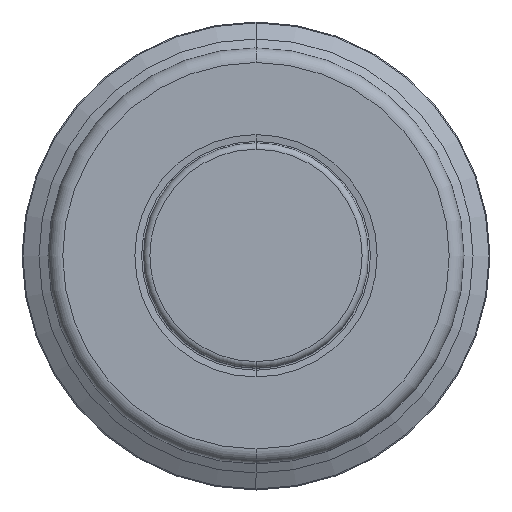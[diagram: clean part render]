
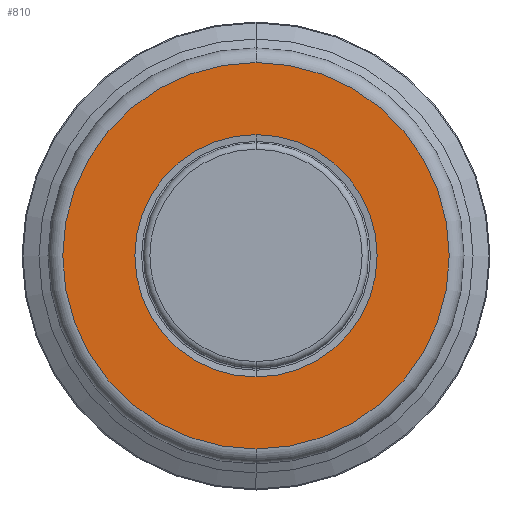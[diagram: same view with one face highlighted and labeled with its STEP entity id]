
A CAD part, top view. The second image highlights one B-rep face of the part: STEP entity #810.
In plain terms, the highlighted face is planar.
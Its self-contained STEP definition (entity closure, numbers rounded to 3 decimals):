
#295=CARTESIAN_POINT('',(0.,0.,0.));
#296=DIRECTION('',(0.,0.,1.));
#297=DIRECTION('',(0.,-1.,0.));
#298=AXIS2_PLACEMENT_3D('',#295,#296,#297);
#303=CARTESIAN_POINT('',(0.,0.,0.));
#304=DIRECTION('',(0.,0.,1.));
#305=DIRECTION('',(0.,1.,0.));
#306=AXIS2_PLACEMENT_3D('',#303,#304,#305);
#327=CARTESIAN_POINT('',(0.,0.,0.));
#328=DIRECTION('',(0.,0.,1.));
#329=DIRECTION('',(0.,1.,0.));
#330=AXIS2_PLACEMENT_3D('',#327,#328,#329);
#335=CARTESIAN_POINT('',(0.,0.,0.));
#336=DIRECTION('',(0.,0.,1.));
#337=DIRECTION('',(0.,-1.,0.));
#338=AXIS2_PLACEMENT_3D('',#335,#336,#337);
#485=CARTESIAN_POINT('',(0.,24.765,0.));
#486=VERTEX_POINT('',#485);
#488=CARTESIAN_POINT('',(0.,39.5,0.));
#490=VERTEX_POINT('',#488);
#511=CARTESIAN_POINT('',(0.,-24.765,0.));
#512=VERTEX_POINT('',#511);
#513=CARTESIAN_POINT('',(0.,-39.5,0.));
#515=VERTEX_POINT('',#513);
#795=CARTESIAN_POINT('',(0.,0.,0.));
#796=DIRECTION('',(0.,0.,-1.));
#797=DIRECTION('',(0.,-1.,0.));
#798=AXIS2_PLACEMENT_3D('',#795,#796,#797);
#799=PLANE('',#798);
#801=ORIENTED_EDGE('',*,*,#800,.T.);
#803=ORIENTED_EDGE('',*,*,#802,.T.);
#804=EDGE_LOOP('',(#801,#803));
#805=FACE_OUTER_BOUND('',#804,.F.);
#806=ORIENTED_EDGE('',*,*,#790,.F.);
#807=ORIENTED_EDGE('',*,*,#774,.F.);
#808=EDGE_LOOP('',(#806,#807));
#809=FACE_BOUND('',#808,.F.);
#810=ADVANCED_FACE('',(#805,#809),#799,.T.);
#299=CIRCLE('',#298,24.765);
#307=CIRCLE('',#306,24.765);
#331=CIRCLE('',#330,39.5);
#339=CIRCLE('',#338,39.5);
#774=EDGE_CURVE('',#486,#512,#307,.T.);
#790=EDGE_CURVE('',#512,#486,#299,.T.);
#800=EDGE_CURVE('',#490,#515,#331,.T.);
#802=EDGE_CURVE('',#515,#490,#339,.T.);
